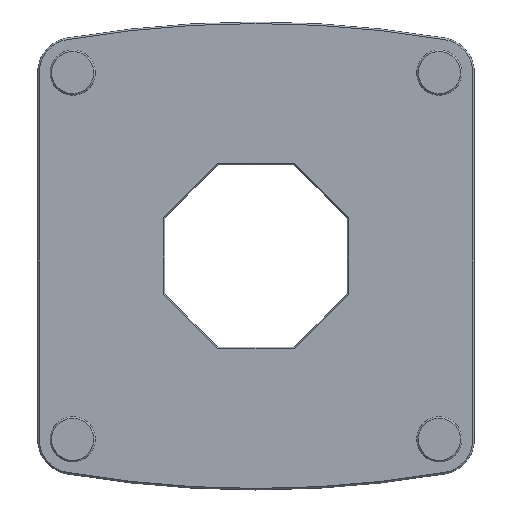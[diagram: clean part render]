
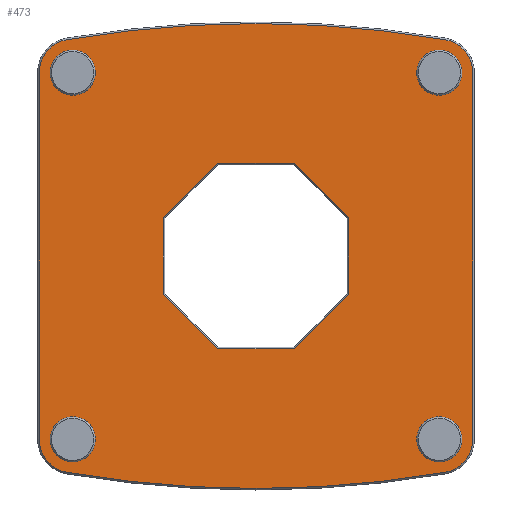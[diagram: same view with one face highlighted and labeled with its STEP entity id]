
A CAD part, top view. The second image highlights one B-rep face of the part: STEP entity #473.
In plain terms, the highlighted planar face has unit normal (0, 0, 1).
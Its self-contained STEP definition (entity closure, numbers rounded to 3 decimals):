
#127 = VERTEX_POINT('',#128);
#128 = CARTESIAN_POINT('',(24.227,27.738,1.));
#134 = EDGE_CURVE('',#127,#135,#137,.T.);
#135 = VERTEX_POINT('',#136);
#136 = CARTESIAN_POINT('',(27.8,23.5,1.));
#137 = CIRCLE('',#138,4.3);
#138 = AXIS2_PLACEMENT_3D('',#139,#140,#141);
#139 = CARTESIAN_POINT('',(23.5,23.5,1.));
#140 = DIRECTION('',(0.,0.,-1.));
#141 = DIRECTION('',(0.169,0.986,0.));
#234 = EDGE_CURVE('',#135,#235,#237,.T.);
#235 = VERTEX_POINT('',#236);
#236 = CARTESIAN_POINT('',(27.8,-23.5,1.));
#237 = LINE('',#238,#239);
#238 = CARTESIAN_POINT('',(27.8,23.5,1.));
#239 = VECTOR('',#240,1.);
#240 = DIRECTION('',(-0.,-1.,-0.));
#453 = VERTEX_POINT('',#454);
#454 = CARTESIAN_POINT('',(0.,29.8,1.));
#460 = EDGE_CURVE('',#453,#127,#461,.T.);
#461 = CIRCLE('',#462,143.363);
#462 = AXIS2_PLACEMENT_3D('',#463,#464,#465);
#463 = CARTESIAN_POINT('',(0.,-113.563,1.));
#464 = DIRECTION('',(0.,0.,-1.));
#465 = DIRECTION('',(0.,1.,0.));
#473 = ADVANCED_FACE('',(#474,#539,#550,#561,#572,#583),#649,.T.);
#474 = FACE_BOUND('',#475,.T.);
#475 = EDGE_LOOP('',(#476,#486,#495,#504,#513,#520,#521,#522,#523,#532)
  );
#476 = ORIENTED_EDGE('',*,*,#477,.F.);
#477 = EDGE_CURVE('',#478,#480,#482,.T.);
#478 = VERTEX_POINT('',#479);
#479 = CARTESIAN_POINT('',(-27.8,-23.5,1.));
#480 = VERTEX_POINT('',#481);
#481 = CARTESIAN_POINT('',(-27.8,23.5,1.));
#482 = LINE('',#483,#484);
#483 = CARTESIAN_POINT('',(-27.8,-23.5,1.));
#484 = VECTOR('',#485,1.);
#485 = DIRECTION('',(0.,1.,0.));
#486 = ORIENTED_EDGE('',*,*,#487,.F.);
#487 = EDGE_CURVE('',#488,#478,#490,.T.);
#488 = VERTEX_POINT('',#489);
#489 = CARTESIAN_POINT('',(-24.227,-27.738,1.));
#490 = CIRCLE('',#491,4.3);
#491 = AXIS2_PLACEMENT_3D('',#492,#493,#494);
#492 = CARTESIAN_POINT('',(-23.5,-23.5,1.));
#493 = DIRECTION('',(-0.,0.,-1.));
#494 = DIRECTION('',(-0.169,-0.986,0.));
#495 = ORIENTED_EDGE('',*,*,#496,.F.);
#496 = EDGE_CURVE('',#497,#488,#499,.T.);
#497 = VERTEX_POINT('',#498);
#498 = CARTESIAN_POINT('',(0.,-29.8,1.));
#499 = CIRCLE('',#500,143.363);
#500 = AXIS2_PLACEMENT_3D('',#501,#502,#503);
#501 = CARTESIAN_POINT('',(0.,113.563,1.));
#502 = DIRECTION('',(0.,-0.,-1.));
#503 = DIRECTION('',(0.,-1.,0.));
#504 = ORIENTED_EDGE('',*,*,#505,.F.);
#505 = EDGE_CURVE('',#506,#497,#508,.T.);
#506 = VERTEX_POINT('',#507);
#507 = CARTESIAN_POINT('',(24.227,-27.738,1.));
#508 = CIRCLE('',#509,143.363);
#509 = AXIS2_PLACEMENT_3D('',#510,#511,#512);
#510 = CARTESIAN_POINT('',(0.,113.563,1.));
#511 = DIRECTION('',(0.,-0.,-1.));
#512 = DIRECTION('',(0.169,-0.986,0.));
#513 = ORIENTED_EDGE('',*,*,#514,.F.);
#514 = EDGE_CURVE('',#235,#506,#515,.T.);
#515 = CIRCLE('',#516,4.3);
#516 = AXIS2_PLACEMENT_3D('',#517,#518,#519);
#517 = CARTESIAN_POINT('',(23.5,-23.5,1.));
#518 = DIRECTION('',(0.,0.,-1.));
#519 = DIRECTION('',(1.,0.,0.));
#520 = ORIENTED_EDGE('',*,*,#234,.F.);
#521 = ORIENTED_EDGE('',*,*,#134,.F.);
#522 = ORIENTED_EDGE('',*,*,#460,.F.);
#523 = ORIENTED_EDGE('',*,*,#524,.F.);
#524 = EDGE_CURVE('',#525,#453,#527,.T.);
#525 = VERTEX_POINT('',#526);
#526 = CARTESIAN_POINT('',(-24.227,27.738,1.));
#527 = CIRCLE('',#528,143.363);
#528 = AXIS2_PLACEMENT_3D('',#529,#530,#531);
#529 = CARTESIAN_POINT('',(0.,-113.563,1.));
#530 = DIRECTION('',(0.,0.,-1.));
#531 = DIRECTION('',(-0.169,0.986,0.));
#532 = ORIENTED_EDGE('',*,*,#533,.F.);
#533 = EDGE_CURVE('',#480,#525,#534,.T.);
#534 = CIRCLE('',#535,4.3);
#535 = AXIS2_PLACEMENT_3D('',#536,#537,#538);
#536 = CARTESIAN_POINT('',(-23.5,23.5,1.));
#537 = DIRECTION('',(0.,0.,-1.));
#538 = DIRECTION('',(-1.,0.,0.));
#539 = FACE_BOUND('',#540,.T.);
#540 = EDGE_LOOP('',(#541));
#541 = ORIENTED_EDGE('',*,*,#542,.T.);
#542 = EDGE_CURVE('',#543,#543,#545,.T.);
#543 = VERTEX_POINT('',#544);
#544 = CARTESIAN_POINT('',(26.4,23.5,1.));
#545 = CIRCLE('',#546,2.9);
#546 = AXIS2_PLACEMENT_3D('',#547,#548,#549);
#547 = CARTESIAN_POINT('',(23.5,23.5,1.));
#548 = DIRECTION('',(0.,0.,-1.));
#549 = DIRECTION('',(1.,0.,0.));
#550 = FACE_BOUND('',#551,.T.);
#551 = EDGE_LOOP('',(#552));
#552 = ORIENTED_EDGE('',*,*,#553,.F.);
#553 = EDGE_CURVE('',#554,#554,#556,.T.);
#554 = VERTEX_POINT('',#555);
#555 = CARTESIAN_POINT('',(26.4,-23.5,1.));
#556 = CIRCLE('',#557,2.9);
#557 = AXIS2_PLACEMENT_3D('',#558,#559,#560);
#558 = CARTESIAN_POINT('',(23.5,-23.5,1.));
#559 = DIRECTION('',(0.,0.,1.));
#560 = DIRECTION('',(1.,0.,0.));
#561 = FACE_BOUND('',#562,.T.);
#562 = EDGE_LOOP('',(#563));
#563 = ORIENTED_EDGE('',*,*,#564,.T.);
#564 = EDGE_CURVE('',#565,#565,#567,.T.);
#565 = VERTEX_POINT('',#566);
#566 = CARTESIAN_POINT('',(-26.4,-23.5,1.));
#567 = CIRCLE('',#568,2.9);
#568 = AXIS2_PLACEMENT_3D('',#569,#570,#571);
#569 = CARTESIAN_POINT('',(-23.5,-23.5,1.));
#570 = DIRECTION('',(0.,0.,-1.));
#571 = DIRECTION('',(-1.,0.,0.));
#572 = FACE_BOUND('',#573,.T.);
#573 = EDGE_LOOP('',(#574));
#574 = ORIENTED_EDGE('',*,*,#575,.F.);
#575 = EDGE_CURVE('',#576,#576,#578,.T.);
#576 = VERTEX_POINT('',#577);
#577 = CARTESIAN_POINT('',(-26.4,23.5,1.));
#578 = CIRCLE('',#579,2.9);
#579 = AXIS2_PLACEMENT_3D('',#580,#581,#582);
#580 = CARTESIAN_POINT('',(-23.5,23.5,1.));
#581 = DIRECTION('',(0.,0.,1.));
#582 = DIRECTION('',(-1.,0.,0.));
#583 = FACE_BOUND('',#584,.T.);
#584 = EDGE_LOOP('',(#585,#595,#603,#611,#619,#627,#635,#643));
#585 = ORIENTED_EDGE('',*,*,#586,.T.);
#586 = EDGE_CURVE('',#587,#589,#591,.T.);
#587 = VERTEX_POINT('',#588);
#588 = CARTESIAN_POINT('',(-11.9,-4.929,1.));
#589 = VERTEX_POINT('',#590);
#590 = CARTESIAN_POINT('',(-11.9,4.929,1.));
#591 = LINE('',#592,#593);
#592 = CARTESIAN_POINT('',(-11.9,-4.846,1.));
#593 = VECTOR('',#594,1.);
#594 = DIRECTION('',(0.,1.,0.));
#595 = ORIENTED_EDGE('',*,*,#596,.F.);
#596 = EDGE_CURVE('',#597,#589,#599,.T.);
#597 = VERTEX_POINT('',#598);
#598 = CARTESIAN_POINT('',(-4.929,11.9,1.));
#599 = LINE('',#600,#601);
#600 = CARTESIAN_POINT('',(-4.988,11.841,1.));
#601 = VECTOR('',#602,1.);
#602 = DIRECTION('',(-0.707,-0.707,0.));
#603 = ORIENTED_EDGE('',*,*,#604,.F.);
#604 = EDGE_CURVE('',#605,#597,#607,.T.);
#605 = VERTEX_POINT('',#606);
#606 = CARTESIAN_POINT('',(4.929,11.9,1.));
#607 = LINE('',#608,#609);
#608 = CARTESIAN_POINT('',(4.846,11.9,1.));
#609 = VECTOR('',#610,1.);
#610 = DIRECTION('',(-1.,0.,0.));
#611 = ORIENTED_EDGE('',*,*,#612,.T.);
#612 = EDGE_CURVE('',#605,#613,#615,.T.);
#613 = VERTEX_POINT('',#614);
#614 = CARTESIAN_POINT('',(11.9,4.929,1.));
#615 = LINE('',#616,#617);
#616 = CARTESIAN_POINT('',(4.988,11.841,1.));
#617 = VECTOR('',#618,1.);
#618 = DIRECTION('',(0.707,-0.707,0.));
#619 = ORIENTED_EDGE('',*,*,#620,.T.);
#620 = EDGE_CURVE('',#613,#621,#623,.T.);
#621 = VERTEX_POINT('',#622);
#622 = CARTESIAN_POINT('',(11.9,-4.929,1.));
#623 = LINE('',#624,#625);
#624 = CARTESIAN_POINT('',(11.9,4.846,1.));
#625 = VECTOR('',#626,1.);
#626 = DIRECTION('',(0.,-1.,0.));
#627 = ORIENTED_EDGE('',*,*,#628,.F.);
#628 = EDGE_CURVE('',#629,#621,#631,.T.);
#629 = VERTEX_POINT('',#630);
#630 = CARTESIAN_POINT('',(4.929,-11.9,1.));
#631 = LINE('',#632,#633);
#632 = CARTESIAN_POINT('',(4.988,-11.841,1.));
#633 = VECTOR('',#634,1.);
#634 = DIRECTION('',(0.707,0.707,0.));
#635 = ORIENTED_EDGE('',*,*,#636,.F.);
#636 = EDGE_CURVE('',#637,#629,#639,.T.);
#637 = VERTEX_POINT('',#638);
#638 = CARTESIAN_POINT('',(-4.929,-11.9,1.));
#639 = LINE('',#640,#641);
#640 = CARTESIAN_POINT('',(-4.846,-11.9,1.));
#641 = VECTOR('',#642,1.);
#642 = DIRECTION('',(1.,0.,0.));
#643 = ORIENTED_EDGE('',*,*,#644,.T.);
#644 = EDGE_CURVE('',#637,#587,#645,.T.);
#645 = LINE('',#646,#647);
#646 = CARTESIAN_POINT('',(-4.988,-11.841,1.));
#647 = VECTOR('',#648,1.);
#648 = DIRECTION('',(-0.707,0.707,0.));
#649 = PLANE('',#650);
#650 = AXIS2_PLACEMENT_3D('',#651,#652,#653);
#651 = CARTESIAN_POINT('',(0.,0.,1.));
#652 = DIRECTION('',(0.,0.,1.));
#653 = DIRECTION('',(1.,0.,0.));
